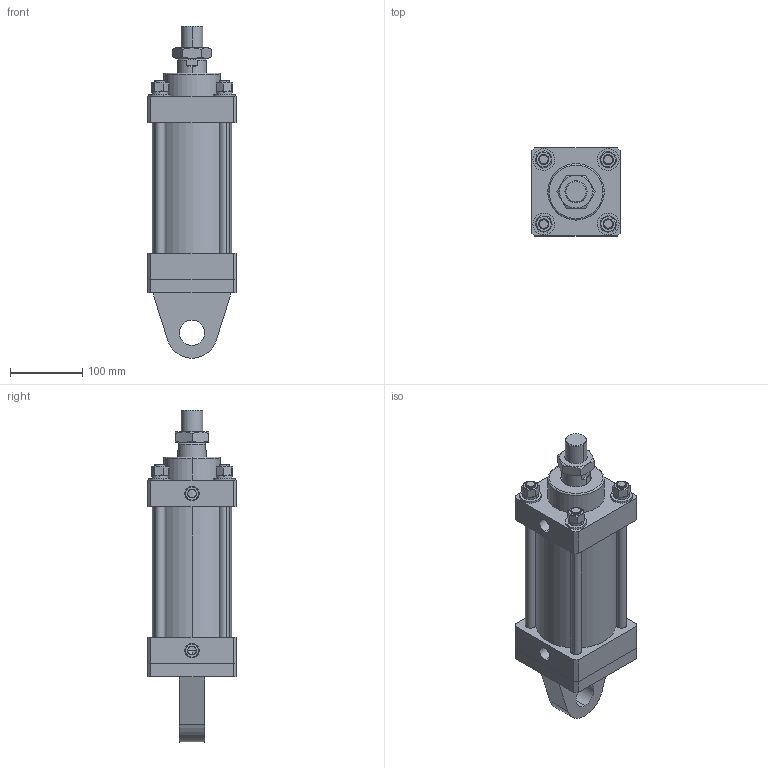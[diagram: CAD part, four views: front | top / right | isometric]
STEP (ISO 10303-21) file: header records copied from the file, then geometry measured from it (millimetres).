
FILE_DESCRIPTION (( 'STEP AP203' ), '1' );
FILE_NAME ('MOB-100-40-100-CA.STEP', '2021-04-28T05:38:48', ( '微软用户' ), ( '微软中国' ), 'SwSTEP 2.0', 'SolidWorks 2012', '' );
FILE_SCHEMA (( 'CONFIG_CONTROL_DESIGN' ));
Length unit declared in the file: millimetre
Products named in the file (11): MOB-100-40-100-CA; plain washers--product grade c gb_GB_FASTENER_WASHER_SMWC 16; MOB-100-40-100綴裔; MOB-100-40-100掛极; MOB-100-40-100前盖; MOB-100-40-100-CA楊擘; MOB-100-40-100活塞杆; MOB-100-40-100-CA嶺裝; hex nuts 1-fine pitch-grades ab gb_GB_FASTENER_NUT_SNAB1XY M14X1.5-C; spring lock washers--normal type gb_GB_FASTENER_WASHER_SW 14; hex thin nuts grades ab gb_GB_FASTENER_NUT_STNABTT  B M30X2.0-N
Assembly tree (22 placements, depth 2):
  MOB-100-40-100-CA
    MOB-100-40-100綴裔
    MOB-100-40-100掛极
    MOB-100-40-100前盖
    MOB-100-40-100-CA楊擘
    MOB-100-40-100活塞杆
    MOB-100-40-100-CA嶺裝  x4
    hex nuts 1-fine pitch-grades ab gb_GB_FASTENER_NUT_SNAB1XY M14X1.5-C  x4
    spring lock washers--normal type gb_GB_FASTENER_WASHER_SW 14  x4
    hex thin nuts grades ab gb_GB_FASTENER_NUT_STNABTT  B M30X2.0-N
    plain washers--product grade c gb_GB_FASTENER_WASHER_SMWC 16  x4
Bounding box: 122 x 122 x 458.88 mm (x, y, z)
Volume: 2775487.4 mm3; surface area: 460481.5 mm2
Topology: 22 solids, 22 shells, 335 faces, 753 edges, 473 vertices
Faces by surface type: plane 126, cylinder 117, cone 82, torus 10
Entity records: 7988 total; most frequent: CARTESIAN_POINT 1515, DIRECTION 1126, ORIENTED_EDGE 966, EDGE_CURVE 483, AXIS2_PLACEMENT_3D 451, VERTEX_POINT 305, EDGE_LOOP 260, VECTOR 224
